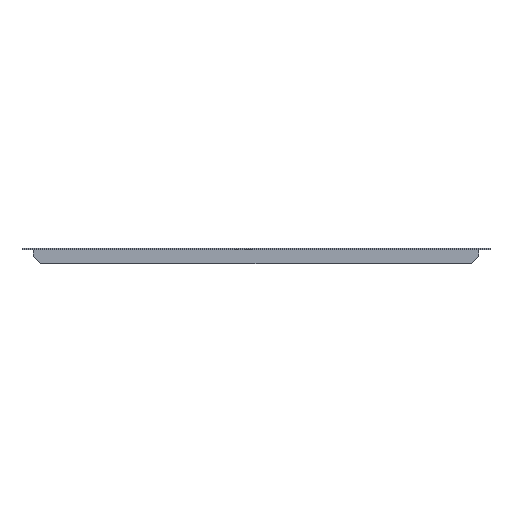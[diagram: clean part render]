
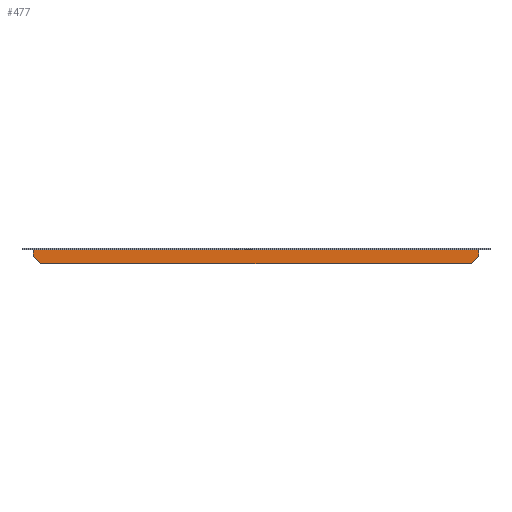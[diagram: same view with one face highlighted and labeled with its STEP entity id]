
A CAD part, front view. The second image highlights one B-rep face of the part: STEP entity #477.
In plain terms, the highlighted planar face has unit normal (0, -1, 0).
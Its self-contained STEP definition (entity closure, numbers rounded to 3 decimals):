
#79 = VERTEX_POINT ( 'NONE', #5282 ) ;
#477 = ADVANCED_FACE ( 'NONE', ( #28567 ), #16883, .F. ) ;
#767 = CARTESIAN_POINT ( 'NONE',  ( 238., -42., 0. ) ) ;
#1928 = EDGE_CURVE ( 'NONE', #22181, #24538, #13062, .T. ) ;
#2538 = CARTESIAN_POINT ( 'NONE',  ( 238., -42., -7. ) ) ;
#5257 = EDGE_LOOP ( 'NONE', ( #7009, #28106, #14951, #23183, #6371, #19452 ) ) ;
#5282 = CARTESIAN_POINT ( 'NONE',  ( -238., -42., -7. ) ) ;
#5333 = LINE ( 'NONE', #23114, #27304 ) ;
#6077 = DIRECTION ( 'NONE',  ( 0., 0., 1. ) ) ;
#6371 = ORIENTED_EDGE ( 'NONE', *, *, #20454, .T. ) ;
#6399 = VECTOR ( 'NONE', #9991, 1000. ) ;
#6794 = CARTESIAN_POINT ( 'NONE',  ( 4., -42., -249. ) ) ;
#6797 = EDGE_CURVE ( 'NONE', #22181, #24414, #25698, .T. ) ;
#7009 = ORIENTED_EDGE ( 'NONE', *, *, #26101, .F. ) ;
#8237 = VERTEX_POINT ( 'NONE', #21355 ) ;
#9991 = DIRECTION ( 'NONE',  ( -1., 0., 0. ) ) ;
#10397 = CARTESIAN_POINT ( 'NONE',  ( -238., -42., -15. ) ) ;
#10511 = DIRECTION ( 'NONE',  ( 0., 1., 0. ) ) ;
#10803 = LINE ( 'NONE', #6794, #16348 ) ;
#12479 = CARTESIAN_POINT ( 'NONE',  ( -230., -42., -15. ) ) ;
#12491 = CARTESIAN_POINT ( 'NONE',  ( 238., -42., -15. ) ) ;
#13062 = LINE ( 'NONE', #28907, #22908 ) ;
#14951 = ORIENTED_EDGE ( 'NONE', *, *, #6797, .F. ) ;
#16348 = VECTOR ( 'NONE', #22491, 1000. ) ;
#16664 = CARTESIAN_POINT ( 'NONE',  ( 238., -42., 0. ) ) ;
#16883 = PLANE ( 'NONE',  #24289 ) ;
#18815 = VECTOR ( 'NONE', #20910, 1000. ) ;
#19452 = ORIENTED_EDGE ( 'NONE', *, *, #21277, .T. ) ;
#19884 = DIRECTION ( 'NONE',  ( 0.707, 0., 0.707 ) ) ;
#19998 = DIRECTION ( 'NONE',  ( 0., 0., 1. ) ) ;
#20454 = EDGE_CURVE ( 'NONE', #24538, #25211, #5333, .T. ) ;
#20874 = DIRECTION ( 'NONE',  ( 0., 0., 1. ) ) ;
#20910 = DIRECTION ( 'NONE',  ( -1., 0., 0. ) ) ;
#21277 = EDGE_CURVE ( 'NONE', #25211, #8237, #23002, .T. ) ;
#21355 = CARTESIAN_POINT ( 'NONE',  ( -238., -42., 0. ) ) ;
#22181 = VERTEX_POINT ( 'NONE', #25286 ) ;
#22491 = DIRECTION ( 'NONE',  ( 0.707, 0., -0.707 ) ) ;
#22908 = VECTOR ( 'NONE', #19884, 1000. ) ;
#23002 = LINE ( 'NONE', #767, #18815 ) ;
#23114 = CARTESIAN_POINT ( 'NONE',  ( 238., -42., -15. ) ) ;
#23183 = ORIENTED_EDGE ( 'NONE', *, *, #1928, .T. ) ;
#24289 = AXIS2_PLACEMENT_3D ( 'NONE', #28438, #10511, #6077 ) ;
#24414 = VERTEX_POINT ( 'NONE', #12479 ) ;
#24538 = VERTEX_POINT ( 'NONE', #2538 ) ;
#25211 = VERTEX_POINT ( 'NONE', #16664 ) ;
#25286 = CARTESIAN_POINT ( 'NONE',  ( 230., -42., -15. ) ) ;
#25698 = LINE ( 'NONE', #12491, #6399 ) ;
#26101 = EDGE_CURVE ( 'NONE', #79, #8237, #28739, .T. ) ;
#26883 = VECTOR ( 'NONE', #19998, 1000. ) ;
#27304 = VECTOR ( 'NONE', #20874, 1000. ) ;
#28106 = ORIENTED_EDGE ( 'NONE', *, *, #28440, .T. ) ;
#28438 = CARTESIAN_POINT ( 'NONE',  ( 238., -42., -15. ) ) ;
#28440 = EDGE_CURVE ( 'NONE', #79, #24414, #10803, .T. ) ;
#28567 = FACE_OUTER_BOUND ( 'NONE', #5257, .T. ) ;
#28739 = LINE ( 'NONE', #10397, #26883 ) ;
#28907 = CARTESIAN_POINT ( 'NONE',  ( 234., -42., -11. ) ) ;
